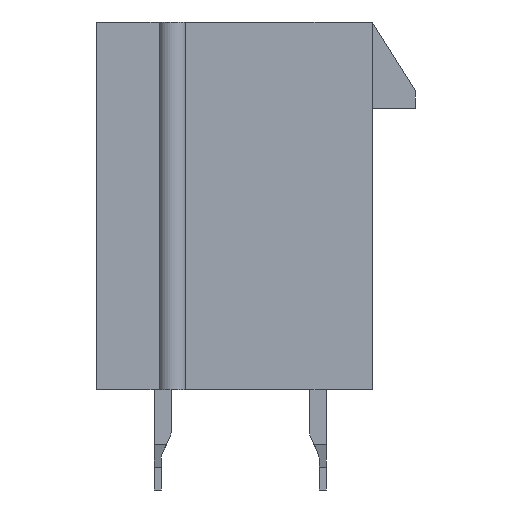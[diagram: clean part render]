
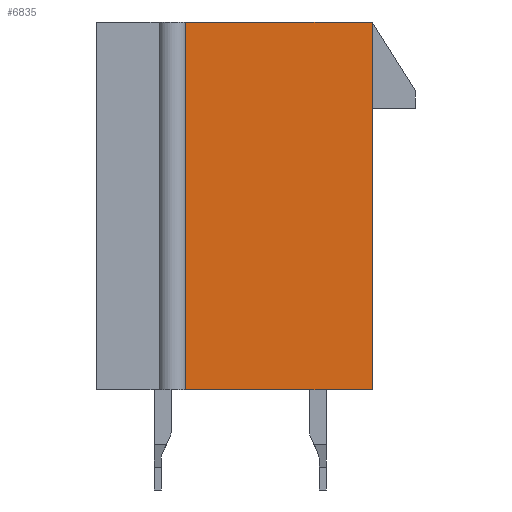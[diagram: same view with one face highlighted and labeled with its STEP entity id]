
A CAD part, left-side view. The second image highlights one B-rep face of the part: STEP entity #6835.
In plain terms, the highlighted planar face has unit normal (-1, 0, 0).
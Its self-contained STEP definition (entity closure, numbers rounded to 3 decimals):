
#679=ORIENTED_EDGE('',*,*,#1995,.T.);
#680=ORIENTED_EDGE('',*,*,#1846,.F.);
#681=ORIENTED_EDGE('',*,*,#2003,.T.);
#682=ORIENTED_EDGE('',*,*,#1989,.T.);
#1846=EDGE_CURVE('',#2602,#2599,#3112,.T.);
#1989=EDGE_CURVE('',#2684,#2683,#3255,.T.);
#1995=EDGE_CURVE('',#2683,#2599,#3261,.T.);
#2003=EDGE_CURVE('',#2602,#2684,#3269,.T.);
#2599=VERTEX_POINT('',#8997);
#2602=VERTEX_POINT('',#9002);
#2683=VERTEX_POINT('',#9276);
#2684=VERTEX_POINT('',#9278);
#3112=LINE('',#9003,#3784);
#3255=LINE('',#9277,#3927);
#3261=LINE('',#9286,#3933);
#3269=LINE('',#9299,#3941);
#3784=VECTOR('',#7533,1000.);
#3927=VECTOR('',#7776,1000.);
#3933=VECTOR('',#7786,1000.);
#3941=VECTOR('',#7800,1000.);
#4403=EDGE_LOOP('',(#679,#680,#681,#682));
#4659=FACE_BOUND('',#4403,.T.);
#4905=PLANE('',#7091);
#6835=ADVANCED_FACE('',(#4659),#4905,.T.);
#7091=AXIS2_PLACEMENT_3D('',#9302,#7804,#7805);
#7533=DIRECTION('',(0.,0.,1.));
#7776=DIRECTION('',(0.,0.,1.));
#7786=DIRECTION('',(0.,1.,0.));
#7800=DIRECTION('',(0.,-1.,0.));
#7804=DIRECTION('',(-1.,0.,0.));
#7805=DIRECTION('',(0.,0.,1.));
#8997=CARTESIAN_POINT('',(-2.75,1.71,6.4));
#9002=CARTESIAN_POINT('',(-2.75,1.71,-6.4));
#9003=CARTESIAN_POINT('',(-2.75,1.71,-6.4));
#9276=CARTESIAN_POINT('',(-2.75,-4.8,6.4));
#9277=CARTESIAN_POINT('',(-2.75,-4.8,-6.4));
#9278=CARTESIAN_POINT('',(-2.75,-4.8,-6.4));
#9286=CARTESIAN_POINT('',(-2.75,-4.8,6.4));
#9299=CARTESIAN_POINT('',(-2.75,4.8,-6.4));
#9302=CARTESIAN_POINT('',(-2.75,0.,0.));
